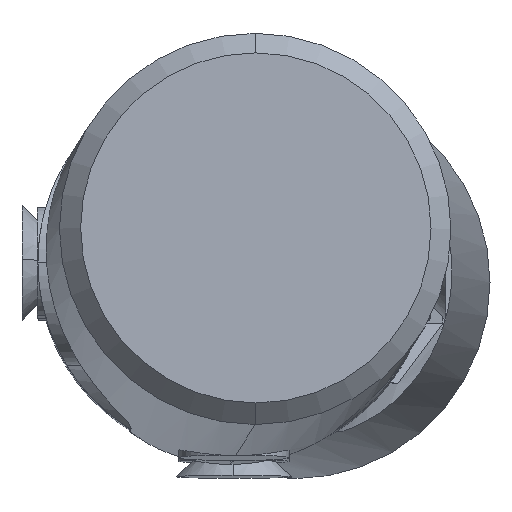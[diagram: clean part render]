
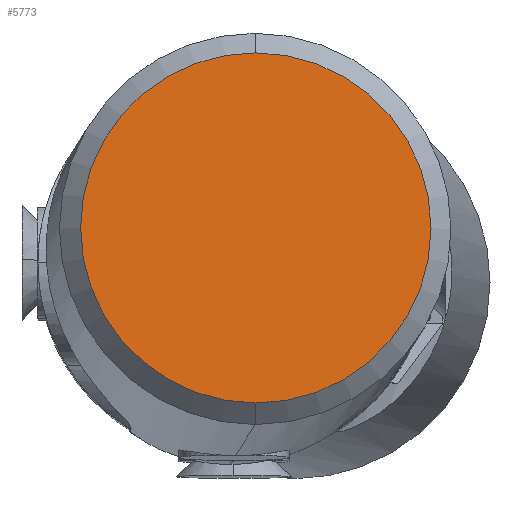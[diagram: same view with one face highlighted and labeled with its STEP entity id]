
A CAD part, top view. The second image highlights one B-rep face of the part: STEP entity #5773.
In plain terms, the highlighted face is planar.
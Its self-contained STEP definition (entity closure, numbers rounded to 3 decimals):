
#2000=CARTESIAN_POINT('',(0.,0.,0.));
#2001=DIRECTION('',(0.,0.,1.));
#2002=DIRECTION('',(-1.,0.,0.));
#2003=AXIS2_PLACEMENT_3D('',#2000,#2001,#2002);
#2005=CARTESIAN_POINT('',(0.,0.,0.));
#2006=DIRECTION('',(0.,0.,1.));
#2007=DIRECTION('',(1.,0.,0.));
#2008=AXIS2_PLACEMENT_3D('',#2005,#2006,#2007);
#5678=CARTESIAN_POINT('',(8.525,0.,0.));
#5679=CARTESIAN_POINT('',(-8.525,0.,0.));
#5680=VERTEX_POINT('',#5678);
#5681=VERTEX_POINT('',#5679);
#5763=CARTESIAN_POINT('',(0.,0.,0.));
#5764=DIRECTION('',(0.,0.,1.));
#5765=DIRECTION('',(1.,0.,0.));
#5766=AXIS2_PLACEMENT_3D('',#5763,#5764,#5765);
#5767=PLANE('',#5766);
#5769=ORIENTED_EDGE('',*,*,#5768,.T.);
#5770=ORIENTED_EDGE('',*,*,#5752,.T.);
#5771=EDGE_LOOP('',(#5769,#5770));
#5772=FACE_OUTER_BOUND('',#5771,.F.);
#5773=ADVANCED_FACE('',(#5772),#5767,.F.);
#2004=CIRCLE('',#2003,8.525);
#2009=CIRCLE('',#2008,8.525);
#5752=EDGE_CURVE('',#5680,#5681,#2009,.T.);
#5768=EDGE_CURVE('',#5681,#5680,#2004,.T.);
